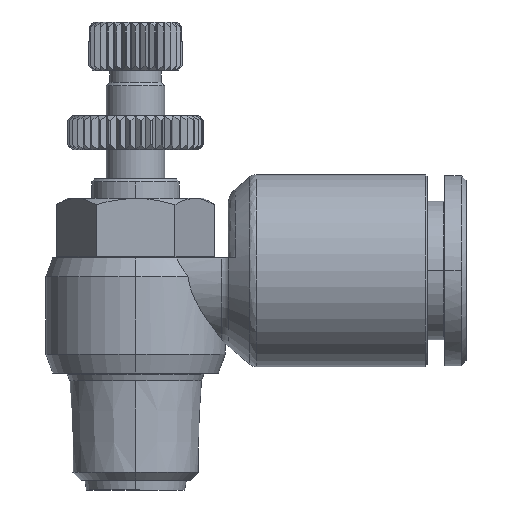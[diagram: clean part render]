
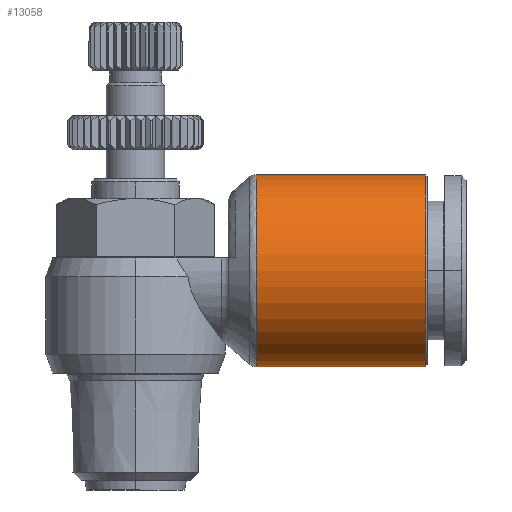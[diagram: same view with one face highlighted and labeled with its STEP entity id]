
A CAD part, front view. The second image highlights one B-rep face of the part: STEP entity #13058.
In plain terms, the highlighted cylindrical face has radius 9.85 mm (diameter 19.7 mm), a partial arc.
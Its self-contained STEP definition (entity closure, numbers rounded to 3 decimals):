
#3 = CIRCLE ( 'NONE', #168, 9.85 ) ;
#168 = AXIS2_PLACEMENT_3D ( 'NONE', #25707, #5736, #21647 ) ;
#1181 = AXIS2_PLACEMENT_3D ( 'NONE', #21102, #12869, #11004 ) ;
#1252 = CYLINDRICAL_SURFACE ( 'NONE', #20854, 9.85 ) ;
#3174 = EDGE_CURVE ( 'NONE', #14839, #18226, #12256, .T. ) ;
#3346 = VERTEX_POINT ( 'NONE', #12693 ) ;
#3385 = EDGE_CURVE ( 'NONE', #6458, #3346, #16611, .T. ) ;
#5527 = CARTESIAN_POINT ( 'NONE',  ( -11., 0., 9.85 ) ) ;
#5736 = DIRECTION ( 'NONE',  ( 1., 0., 0. ) ) ;
#6458 = VERTEX_POINT ( 'NONE', #11190 ) ;
#6957 = CARTESIAN_POINT ( 'NONE',  ( -11., 0., -9.85 ) ) ;
#7897 = DIRECTION ( 'NONE',  ( 1., 0., 0. ) ) ;
#8049 = EDGE_CURVE ( 'NONE', #18226, #6458, #18248, .T. ) ;
#9620 = VERTEX_POINT ( 'NONE', #16538 ) ;
#9846 = DIRECTION ( 'NONE',  ( 1., 0., 0. ) ) ;
#9962 = DIRECTION ( 'NONE',  ( 1., 0., 0. ) ) ;
#10047 = DIRECTION ( 'NONE',  ( 0., 0., -1. ) ) ;
#10800 = CARTESIAN_POINT ( 'NONE',  ( -20.7, 9.85, 0. ) ) ;
#11004 = DIRECTION ( 'NONE',  ( 0., 0., -1. ) ) ;
#11190 = CARTESIAN_POINT ( 'NONE',  ( -3.364, 0., 9.85 ) ) ;
#12256 = CIRCLE ( 'NONE', #17828, 9.85 ) ;
#12403 = LINE ( 'NONE', #6957, #24664 ) ;
#12693 = CARTESIAN_POINT ( 'NONE',  ( -3.364, 0., -9.85 ) ) ;
#12869 = DIRECTION ( 'NONE',  ( -1., 0., 0. ) ) ;
#12947 = EDGE_CURVE ( 'NONE', #9620, #14839, #3, .T. ) ;
#13058 = ADVANCED_FACE ( 'NONE', ( #14753 ), #1252, .T. ) ;
#14092 = DIRECTION ( 'NONE',  ( 0., 0., -1. ) ) ;
#14439 = ORIENTED_EDGE ( 'NONE', *, *, #3385, .T. ) ;
#14753 = FACE_OUTER_BOUND ( 'NONE', #16560, .T. ) ;
#14839 = VERTEX_POINT ( 'NONE', #10800 ) ;
#16538 = CARTESIAN_POINT ( 'NONE',  ( -20.7, 0., -9.85 ) ) ;
#16560 = EDGE_LOOP ( 'NONE', ( #22471, #24704, #14439, #18874, #21291 ) ) ;
#16611 = CIRCLE ( 'NONE', #1181, 9.85 ) ;
#17441 = EDGE_CURVE ( 'NONE', #9620, #3346, #12403, .T. ) ;
#17828 = AXIS2_PLACEMENT_3D ( 'NONE', #26081, #9962, #10047 ) ;
#18226 = VERTEX_POINT ( 'NONE', #18744 ) ;
#18248 = LINE ( 'NONE', #5527, #24585 ) ;
#18744 = CARTESIAN_POINT ( 'NONE',  ( -20.7, 0., 9.85 ) ) ;
#18874 = ORIENTED_EDGE ( 'NONE', *, *, #17441, .F. ) ;
#19589 = CARTESIAN_POINT ( 'NONE',  ( -11., 0., 0. ) ) ;
#20854 = AXIS2_PLACEMENT_3D ( 'NONE', #19589, #9846, #14092 ) ;
#21102 = CARTESIAN_POINT ( 'NONE',  ( -3.364, 0., 0. ) ) ;
#21291 = ORIENTED_EDGE ( 'NONE', *, *, #12947, .T. ) ;
#21647 = DIRECTION ( 'NONE',  ( 0., 0., -1. ) ) ;
#22471 = ORIENTED_EDGE ( 'NONE', *, *, #3174, .T. ) ;
#24585 = VECTOR ( 'NONE', #7897, 1000. ) ;
#24664 = VECTOR ( 'NONE', #25086, 1000. ) ;
#24704 = ORIENTED_EDGE ( 'NONE', *, *, #8049, .T. ) ;
#25086 = DIRECTION ( 'NONE',  ( 1., 0., 0. ) ) ;
#25707 = CARTESIAN_POINT ( 'NONE',  ( -20.7, 0., 0. ) ) ;
#26081 = CARTESIAN_POINT ( 'NONE',  ( -20.7, 0., 0. ) ) ;
